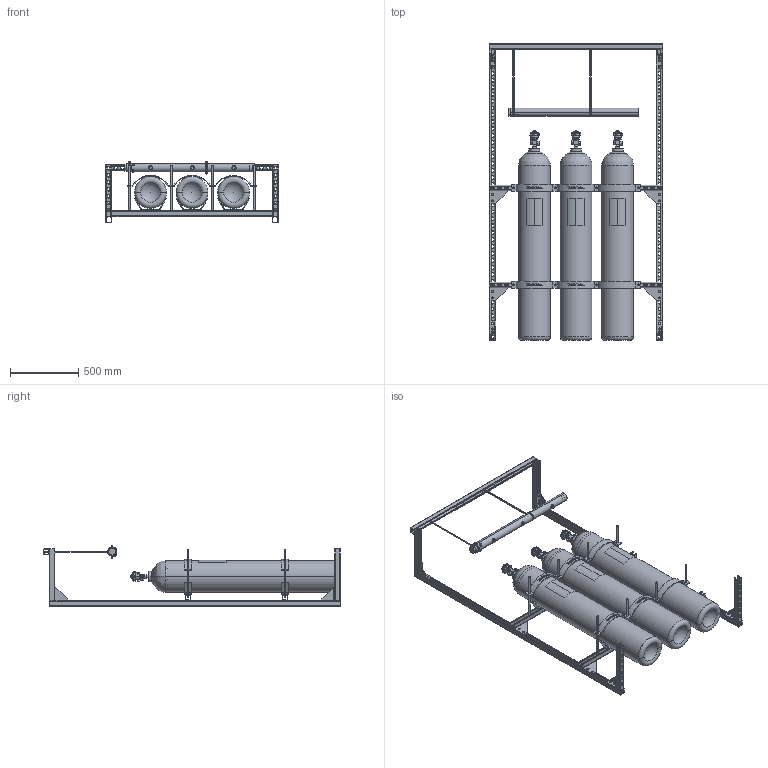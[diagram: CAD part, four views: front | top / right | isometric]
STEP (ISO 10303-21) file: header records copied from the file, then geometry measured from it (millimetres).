
FILE_DESCRIPTION (( 'STEP AP214' ), '1' );
FILE_NAME ('Cylinder Storage Rack, 49L, Metal Framing, Galvanized (3 cylinder 3x1) Three Cylinders.STEP', '2020-05-07T12:09:07', ( '' ), ( '' ), 'SwSTEP 2.0', 'SolidWorks 2019', '' );
FILE_SCHEMA (( 'AUTOMOTIVE_DESIGN' ));
Length unit declared in the file: inch
Products named in the file (36): 470B0020_HANDLE.stp; Stand 2.stp; Clamp.stp; Cylinder Storage Rack, 49L, Metal Framing, Galvanized (3 cylinder 3x1) Three Cylinders; Base Plate.stp; Restraint F.stp; Tank_49L.stp; 470B0020_HEX NUT.stp; Z-000-950-115_AS-01.stp; Stand.stp; Cylinder Storage Rack, 49L, Metal Framing, Galvanized (3 cylinder 3x1) Three Cylinders.stp; Clamp Assembly.stp; Clamp 2.stp; 470B0020_PLATE.stp; Support 1.stp; P-000-950-110(-06).stp; Restraining_Plate_49L.stp; PLUG_HEX HD_0.250 NPT M_CL 3000_ALY STL_GALV.stp; V_MULLER_470B0020.stp; Rode.stp; Base Plate 2_MIR.stp; Support 2..stp; 8BC300-25E_CYLINDER.stp; Manifold _Port.stp; Plate 1.stp; Stand 3.stp; Base Plate 2.stp; Rode 2.stp; 470B0020_HOUSING.stp; PLUG_HEX HD_1.500 NPT M_CL 3000_ALY STL_GALV.stp; Plate 2.stp
Assembly tree (71 placements, depth 5):
  Cylinder Storage Rack, 49L, Metal Framing, Galvanized (3 cylinder 3x1) Three Cylinders
    Cylinder Storage Rack, 49L, Metal Framing, Galvanized (3 cylinder 3x1) Three Cylinders.stp
      Clamp Assembly.stp
        Clamp.stp
        Clamp 2.stp
      Clamp Assembly.stp
        Clamp.stp
        Clamp 2.stp
      Tank_49L.stp
        V_MULLER_470B0020.stp
          470B0020_HOUSING.stp
          470B0020_PLATE.stp
          470B0020_HANDLE.stp
          470B0020_HEX NUT.stp
        8BC300-25E_CYLINDER.stp
        Z-000-950-115_AS-01.stp
      Tank_49L.stp
        V_MULLER_470B0020.stp
          470B0020_HOUSING.stp
          470B0020_PLATE.stp
          470B0020_HANDLE.stp
          470B0020_HEX NUT.stp
        8BC300-25E_CYLINDER.stp
        Z-000-950-115_AS-01.stp
      Tank_49L.stp
        V_MULLER_470B0020.stp
          470B0020_HOUSING.stp
          470B0020_PLATE.stp
          470B0020_HANDLE.stp
          470B0020_HEX NUT.stp
        8BC300-25E_CYLINDER.stp
        Z-000-950-115_AS-01.stp
      Manifold _Port.stp
        PLUG_HEX HD_1.500 NPT M_CL 3000_ALY STL_GALV.stp
        PLUG_HEX HD_0.250 NPT M_CL 3000_ALY STL_GALV.stp  x2
        P-000-950-110(-06).stp
      Stand.stp  x2
      Stand 3.stp
      Stand 2.stp  x2
      Base Plate.stp  x2
      Base Plate 2.stp
      Base Plate 2_MIR.stp
      Support 2..stp  x2
      Plate 1.stp  x2
      Plate 2.stp  x2
      Support 1.stp  x2
      Rode.stp  x8
      Rode 2.stp  x2
      Restraint F.stp  x2
      Restraining_Plate_49L.stp  x6
Bounding box: 1270 x 2174.88 x 447.68 mm (x, y, z)
Volume: 28403365.3 mm3; surface area: 10213350.6 mm2
Topology: 64 solids, 64 shells, 3968 faces, 10355 edges, 6659 vertices
Faces by surface type: plane 1659, cylinder 1348, bspline 418, cone 348, torus 157, sphere 38
Entity records: 89188 total; most frequent: CARTESIAN_POINT 41608, ORIENTED_EDGE 9602, DIRECTION 9319, EDGE_CURVE 4801, AXIS2_PLACEMENT_3D 3478, VERTEX_POINT 3119, LINE 2363, VECTOR 2363
